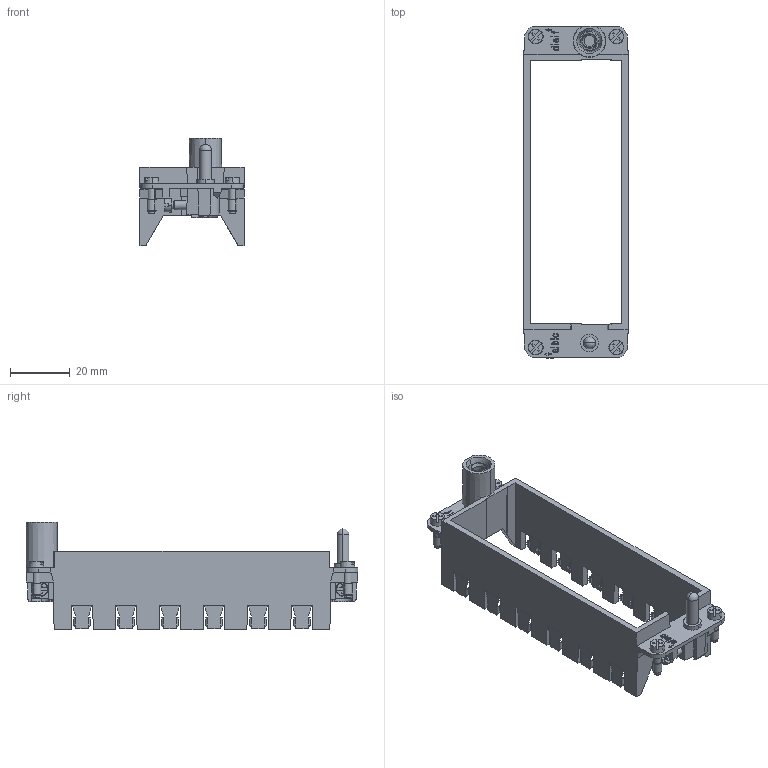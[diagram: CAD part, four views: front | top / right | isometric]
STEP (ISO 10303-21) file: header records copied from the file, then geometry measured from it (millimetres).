
FILE_DESCRIPTION(('HOOPS Exchange Step'),'2;1');
FILE_NAME('export-0263E760-DA1F-4DA7-BC95-770D8D2FBBD3.stp','2022-09-27T11:00:31+02:00',('Engineering'),('Alibre'),'HOOPS Exchange 2021.0','Alibre','Unknown authorisation');
FILE_SCHEMA( ('AP242_MANAGED_MODEL_BASED_3D_ENGINEERING_MIM_LF {1 0 10303 442 1 1 4 }') );
Length unit declared in the file: millimetre
Products named in the file (2): 6060-1 Module carrier frame - HC-M-B24-MFH-B - Panel Side - 1182094; 6060 Module carrier frame - HC-M-B24-MFH-B - Panel Side - 1182094
Assembly tree (1 placements, depth 2):
  6060 Module carrier frame - HC-M-B24-MFH-B - Panel Side - 1182094
    6060-1 Module carrier frame - HC-M-B24-MFH-B - Panel Side - 1182094
Bounding box: 34.9 x 111 x 36 mm (x, y, z)
Volume: 15421.1 mm3; surface area: 16776 mm2
Topology: 1 solids, 1 shells, 1156 faces, 3153 edges, 2034 vertices
Faces by surface type: plane 792, cylinder 243, bspline 74, cone 45, sphere 2
Entity records: 45852 total; most frequent: CARTESIAN_POINT 16567, ORIENTED_EDGE 6302, DIRECTION 5428, EDGE_CURVE 3151, VECTOR 2240, LINE 2240, VERTEX_POINT 2034, AXIS2_PLACEMENT_3D 1594
